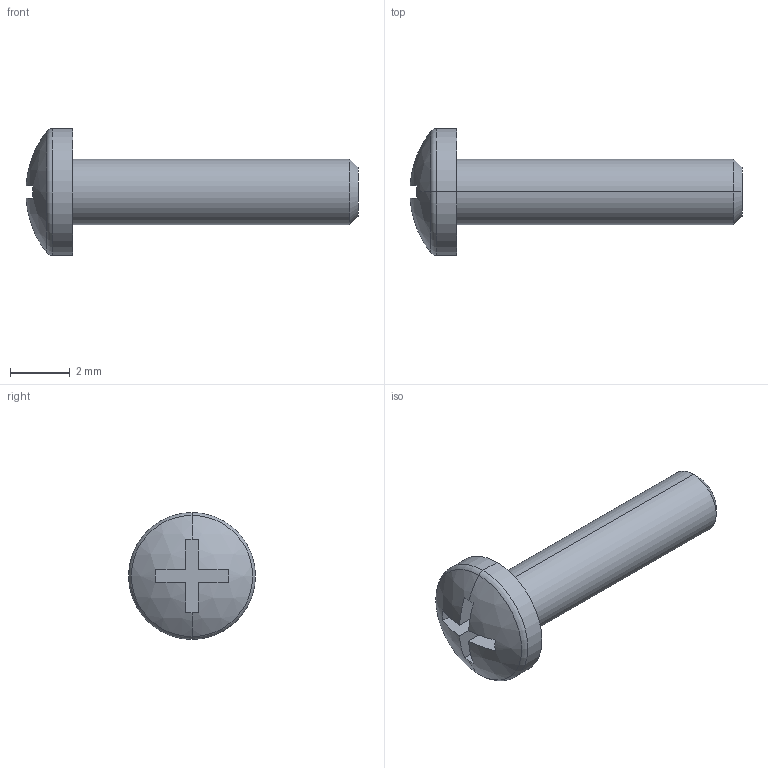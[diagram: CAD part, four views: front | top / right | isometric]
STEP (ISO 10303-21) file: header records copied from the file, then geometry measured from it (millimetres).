
FILE_DESCRIPTION(('starvars output'),'2;1');
FILE_NAME('cv20211005115544000015057.stp','11:55:44 2021/10/05',( 'Thomas Industrial Network Germany GmbH'),( 'Thomas Industrial Network Germany GmbH'),'unknown preprocess','ACIS' ,'unknown authorization');
FILE_SCHEMA(('AUTOMOTIVE_DESIGN_CC2 {UNKNOWN IMPLEMENTATION LEVEL}'));
Length unit declared in the file: millimetre
Products named in the file (1): PRODUCT_ID_1
Bounding box: 11.09 x 4.24 x 4.24 mm (x, y, z)
Volume: 50 mm3; surface area: 116.4 mm2
Topology: 1 solids, 1 shells, 25 faces, 60 edges, 38 vertices
Faces by surface type: plane 15, cylinder 4, cone 2, sphere 2, torus 2
Entity records: 903 total; most frequent: ORIENTED_EDGE 120, CARTESIAN_POINT 99, DIRECTION 96, EDGE_CURVE 60, VERTEX_POINT 38, AXIS2_PLACEMENT_3D 35, EDGE_LOOP 26, FACE_BOUND 26
